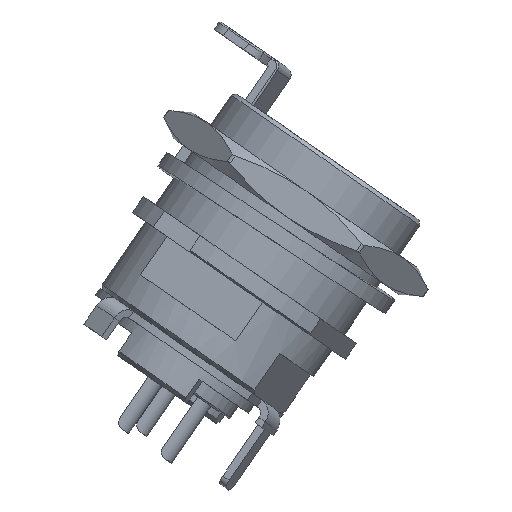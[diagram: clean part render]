
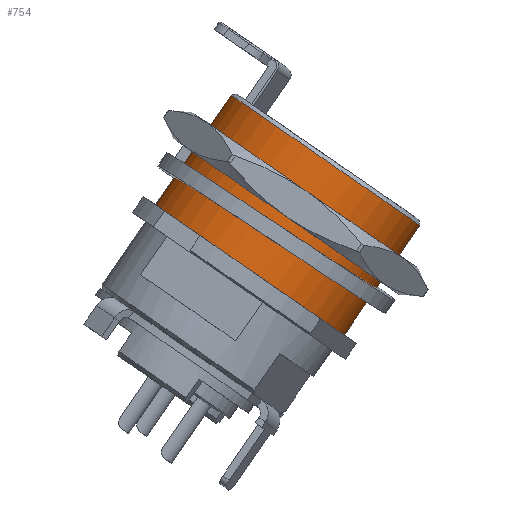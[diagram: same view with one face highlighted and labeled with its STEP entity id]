
A CAD part, left-side view. The second image highlights one B-rep face of the part: STEP entity #754.
In plain terms, the highlighted cylindrical face has radius 7.1 mm (diameter 14.2 mm), a full revolution.
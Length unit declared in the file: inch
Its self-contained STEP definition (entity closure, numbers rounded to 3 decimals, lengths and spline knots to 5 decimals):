
#162=CARTESIAN_POINT('',(0.18766,-0.15413,0.24355));
#163=VERTEX_POINT('',#162);
#170=CARTESIAN_POINT('',(0.09868,-0.1305,0.25986));
#171=VERTEX_POINT('',#170);
#577=CARTESIAN_POINT('',(0.26794,0.30122,0.55781));
#578=VERTEX_POINT('',#577);
#585=CARTESIAN_POINT('',(0.35692,0.27759,0.5415));
#586=VERTEX_POINT('',#585);
#668=CARTESIAN_POINT('',(0.49382,-0.18159,0.61924));
#669=VERTEX_POINT('',#668);
#670=CARTESIAN_POINT('',(0.2278,-0.11094,0.668));
#671=DIRECTION('',(0.,-0.568,0.823));
#672=DIRECTION('',(-0.952,0.253,0.174));
#673=AXIS2_PLACEMENT_3D('',#670,#671,#672);
#674=CIRCLE('',#673,0.27953);
#675=EDGE_CURVE('',#669,#669,#674,.T.);
#680=CARTESIAN_POINT('',(0.2278,0.07355,0.40068));
#681=DIRECTION('',(0.,-0.568,0.823));
#682=DIRECTION('',(-0.952,0.253,0.174));
#683=AXIS2_PLACEMENT_3D('',#680,#681,#682);
#684=CYLINDRICAL_SURFACE('',#683,0.27953);
#685=CARTESIAN_POINT('',(0.50643,0.05515,0.38798));
#686=VERTEX_POINT('',#685);
#687=CARTESIAN_POINT('',(0.2278,0.07355,0.40068));
#688=DIRECTION('',(0.,0.568,-0.823));
#689=DIRECTION('',(-0.952,0.253,0.174));
#690=AXIS2_PLACEMENT_3D('',#687,#688,#689);
#691=CIRCLE('',#690,0.27953);
#692=EDGE_CURVE('',#686,#163,#691,.T.);
#693=ORIENTED_EDGE('',*,*,#692,.F.);
#694=CARTESIAN_POINT('',(0.50656,0.05649,0.38891));
#695=VERTEX_POINT('',#694);
#696=CARTESIAN_POINT('',(0.2278,0.07355,0.40068));
#697=DIRECTION('',(0.,0.568,-0.823));
#698=DIRECTION('',(-0.952,0.253,0.174));
#699=AXIS2_PLACEMENT_3D('',#696,#697,#698);
#700=CIRCLE('',#699,0.27953);
#701=EDGE_CURVE('',#695,#686,#700,.T.);
#702=ORIENTED_EDGE('',*,*,#701,.F.);
#703=CARTESIAN_POINT('',(0.2278,0.07355,0.40068));
#704=DIRECTION('',(0.,0.568,-0.823));
#705=DIRECTION('',(-0.952,0.253,0.174));
#706=AXIS2_PLACEMENT_3D('',#703,#704,#705);
#707=CIRCLE('',#706,0.27953);
#708=EDGE_CURVE('',#586,#695,#707,.T.);
#709=ORIENTED_EDGE('',*,*,#708,.F.);
#710=CARTESIAN_POINT('',(0.2278,0.07355,0.40068));
#711=DIRECTION('',(0.,0.568,-0.823));
#712=DIRECTION('',(-0.952,0.253,0.174));
#713=AXIS2_PLACEMENT_3D('',#710,#711,#712);
#714=CIRCLE('',#713,0.27953);
#715=EDGE_CURVE('',#578,#586,#714,.T.);
#716=ORIENTED_EDGE('',*,*,#715,.F.);
#717=CARTESIAN_POINT('',(-0.0105,0.1938,0.48367));
#718=VERTEX_POINT('',#717);
#719=CARTESIAN_POINT('',(0.2278,0.07355,0.40068));
#720=DIRECTION('',(0.,0.568,-0.823));
#721=DIRECTION('',(-0.952,0.253,0.174));
#722=AXIS2_PLACEMENT_3D('',#719,#720,#721);
#723=CIRCLE('',#722,0.27953);
#724=EDGE_CURVE('',#718,#578,#723,.T.);
#725=ORIENTED_EDGE('',*,*,#724,.F.);
#726=CARTESIAN_POINT('',(-0.01138,0.19261,0.48285));
#727=VERTEX_POINT('',#726);
#728=CARTESIAN_POINT('',(0.2278,0.07355,0.40068));
#729=DIRECTION('',(0.,0.568,-0.823));
#730=DIRECTION('',(-0.952,0.253,0.174));
#731=AXIS2_PLACEMENT_3D('',#728,#729,#730);
#732=CIRCLE('',#731,0.27953);
#733=EDGE_CURVE('',#727,#718,#732,.T.);
#734=ORIENTED_EDGE('',*,*,#733,.F.);
#735=CARTESIAN_POINT('',(0.2278,0.07355,0.40068));
#736=DIRECTION('',(0.,0.568,-0.823));
#737=DIRECTION('',(-0.952,0.253,0.174));
#738=AXIS2_PLACEMENT_3D('',#735,#736,#737);
#739=CIRCLE('',#738,0.27953);
#740=EDGE_CURVE('',#171,#727,#739,.T.);
#741=ORIENTED_EDGE('',*,*,#740,.F.);
#742=CARTESIAN_POINT('',(0.2278,0.07355,0.40068));
#743=DIRECTION('',(0.,0.568,-0.823));
#744=DIRECTION('',(-0.952,0.253,0.174));
#745=AXIS2_PLACEMENT_3D('',#742,#743,#744);
#746=CIRCLE('',#745,0.27953);
#747=EDGE_CURVE('',#163,#171,#746,.T.);
#748=ORIENTED_EDGE('',*,*,#747,.F.);
#749=EDGE_LOOP('',(#693,#702,#709,#716,#725,#734,#741,#748));
#750=FACE_OUTER_BOUND('',#749,.T.);
#751=ORIENTED_EDGE('',*,*,#675,.F.);
#752=EDGE_LOOP('',(#751));
#753=FACE_BOUND('',#752,.T.);
#754=ADVANCED_FACE('',(#750,#753),#684,.T.);
